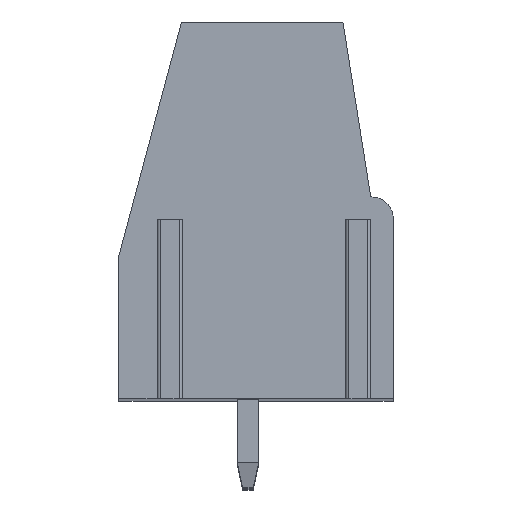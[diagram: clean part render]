
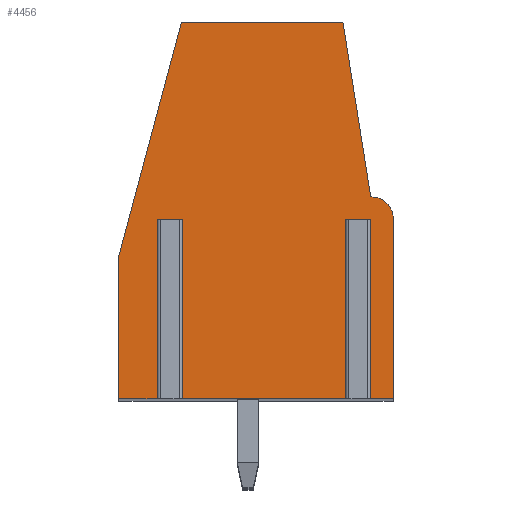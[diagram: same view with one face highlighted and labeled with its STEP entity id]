
A CAD part, top view. The second image highlights one B-rep face of the part: STEP entity #4456.
In plain terms, the highlighted planar face has unit normal (0, 0, 1).
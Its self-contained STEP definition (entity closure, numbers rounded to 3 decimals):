
#750=DIRECTION('',(1.,0.,0.));
#751=VECTOR('',#750,0.57);
#752=CARTESIAN_POINT('',(-3.485,-0.35,2.5));
#753=LINE('',#752,#751);
#754=DIRECTION('',(0.,1.,0.));
#755=VECTOR('',#754,6.65);
#756=CARTESIAN_POINT('',(-3.485,-7.,2.5));
#757=LINE('',#756,#755);
#758=DIRECTION('',(1.,0.,0.));
#759=VECTOR('',#758,1.615);
#760=CARTESIAN_POINT('',(-5.1,-7.,2.5));
#761=LINE('',#760,#759);
#762=DIRECTION('',(0.,-1.,0.));
#763=VECTOR('',#762,5.3);
#764=CARTESIAN_POINT('',(-5.1,-1.7,2.5));
#765=LINE('',#764,#763);
#766=DIRECTION('',(-0.259,-0.966,0.));
#767=VECTOR('',#766,9.007);
#768=CARTESIAN_POINT('',(-2.769,7.,2.5));
#769=LINE('',#768,#767);
#770=DIRECTION('',(-1.,0.,0.));
#771=VECTOR('',#770,6.);
#772=CARTESIAN_POINT('',(3.231,7.,2.5));
#773=LINE('',#772,#771);
#774=DIRECTION('',(-0.156,0.988,0.));
#775=VECTOR('',#774,6.581);
#776=CARTESIAN_POINT('',(4.261,0.5,2.5));
#777=LINE('',#776,#775);
#778=DIRECTION('',(-1.,0.,0.));
#779=VECTOR('',#778,0.039);
#780=CARTESIAN_POINT('',(4.3,0.5,2.5));
#781=LINE('',#780,#779);
#782=CARTESIAN_POINT('',(4.3,-0.3,2.5));
#783=DIRECTION('',(0.,0.,1.));
#784=DIRECTION('',(1.,0.,0.));
#785=AXIS2_PLACEMENT_3D('',#782,#783,#784);
#787=DIRECTION('',(0.,1.,0.));
#788=VECTOR('',#787,6.7);
#789=CARTESIAN_POINT('',(5.1,-7.,2.5));
#790=LINE('',#789,#788);
#791=DIRECTION('',(1.,0.,0.));
#792=VECTOR('',#791,1.015);
#793=CARTESIAN_POINT('',(4.085,-7.,2.5));
#794=LINE('',#793,#792);
#795=DIRECTION('',(0.,1.,0.));
#796=VECTOR('',#795,6.65);
#797=CARTESIAN_POINT('',(4.085,-7.,2.5));
#798=LINE('',#797,#796);
#799=DIRECTION('',(1.,0.,0.));
#800=VECTOR('',#799,0.57);
#801=CARTESIAN_POINT('',(3.515,-0.35,2.5));
#802=LINE('',#801,#800);
#803=DIRECTION('',(0.,1.,0.));
#804=VECTOR('',#803,6.65);
#805=CARTESIAN_POINT('',(3.515,-7.,2.5));
#806=LINE('',#805,#804);
#807=DIRECTION('',(1.,0.,0.));
#808=VECTOR('',#807,6.43);
#809=CARTESIAN_POINT('',(-2.915,-7.,2.5));
#810=LINE('',#809,#808);
#811=DIRECTION('',(0.,1.,0.));
#812=VECTOR('',#811,6.65);
#813=CARTESIAN_POINT('',(-2.915,-7.,2.5));
#814=LINE('',#813,#812);
#2887=CARTESIAN_POINT('',(-2.769,7.,2.5));
#2888=CARTESIAN_POINT('',(-5.1,-1.7,2.5));
#2889=VERTEX_POINT('',#2887);
#2890=VERTEX_POINT('',#2888);
#2891=CARTESIAN_POINT('',(-5.1,-7.,2.5));
#2892=VERTEX_POINT('',#2891);
#2893=CARTESIAN_POINT('',(5.1,-7.,2.5));
#2894=CARTESIAN_POINT('',(5.1,-0.3,2.5));
#2895=VERTEX_POINT('',#2893);
#2896=VERTEX_POINT('',#2894);
#2897=CARTESIAN_POINT('',(4.3,0.5,2.5));
#2898=VERTEX_POINT('',#2897);
#2899=CARTESIAN_POINT('',(4.261,0.5,2.5));
#2900=VERTEX_POINT('',#2899);
#2901=CARTESIAN_POINT('',(3.231,7.,2.5));
#2902=VERTEX_POINT('',#2901);
#2983=CARTESIAN_POINT('',(-3.485,-0.35,2.5));
#2984=CARTESIAN_POINT('',(-2.915,-0.35,2.5));
#2985=VERTEX_POINT('',#2983);
#2986=VERTEX_POINT('',#2984);
#2987=CARTESIAN_POINT('',(3.515,-0.35,2.5));
#2988=CARTESIAN_POINT('',(4.085,-0.35,2.5));
#2989=VERTEX_POINT('',#2987);
#2990=VERTEX_POINT('',#2988);
#2991=CARTESIAN_POINT('',(-2.915,-7.,2.5));
#2992=VERTEX_POINT('',#2991);
#2993=CARTESIAN_POINT('',(-3.485,-7.,2.5));
#2994=VERTEX_POINT('',#2993);
#2995=CARTESIAN_POINT('',(4.085,-7.,2.5));
#2996=VERTEX_POINT('',#2995);
#2997=CARTESIAN_POINT('',(3.515,-7.,2.5));
#2998=VERTEX_POINT('',#2997);
#4427=CARTESIAN_POINT('',(0.,0.,2.5));
#4428=DIRECTION('',(0.,0.,1.));
#4429=DIRECTION('',(1.,0.,0.));
#4430=AXIS2_PLACEMENT_3D('',#4427,#4428,#4429);
#4431=PLANE('',#4430);
#4433=ORIENTED_EDGE('',*,*,#4432,.F.);
#4435=ORIENTED_EDGE('',*,*,#4434,.F.);
#4436=ORIENTED_EDGE('',*,*,#3897,.F.);
#4437=ORIENTED_EDGE('',*,*,#4178,.F.);
#4438=ORIENTED_EDGE('',*,*,#4192,.F.);
#4439=ORIENTED_EDGE('',*,*,#4206,.F.);
#4440=ORIENTED_EDGE('',*,*,#4280,.F.);
#4441=ORIENTED_EDGE('',*,*,#4294,.F.);
#4442=ORIENTED_EDGE('',*,*,#4308,.F.);
#4443=ORIENTED_EDGE('',*,*,#4321,.F.);
#4444=ORIENTED_EDGE('',*,*,#3921,.F.);
#4446=ORIENTED_EDGE('',*,*,#4445,.T.);
#4448=ORIENTED_EDGE('',*,*,#4447,.F.);
#4450=ORIENTED_EDGE('',*,*,#4449,.F.);
#4451=ORIENTED_EDGE('',*,*,#3909,.F.);
#4453=ORIENTED_EDGE('',*,*,#4452,.T.);
#4454=EDGE_LOOP('',(#4433,#4435,#4436,#4437,#4438,#4439,#4440,#4441,#4442,#4443,
#4444,#4446,#4448,#4450,#4451,#4453));
#4455=FACE_OUTER_BOUND('',#4454,.F.);
#786=CIRCLE('',#785,0.8);
#3897=EDGE_CURVE('',#2892,#2994,#761,.T.);
#3909=EDGE_CURVE('',#2992,#2998,#810,.T.);
#3921=EDGE_CURVE('',#2996,#2895,#794,.T.);
#4178=EDGE_CURVE('',#2890,#2892,#765,.T.);
#4192=EDGE_CURVE('',#2889,#2890,#769,.T.);
#4206=EDGE_CURVE('',#2902,#2889,#773,.T.);
#4280=EDGE_CURVE('',#2900,#2902,#777,.T.);
#4294=EDGE_CURVE('',#2898,#2900,#781,.T.);
#4308=EDGE_CURVE('',#2896,#2898,#786,.T.);
#4321=EDGE_CURVE('',#2895,#2896,#790,.T.);
#4432=EDGE_CURVE('',#2985,#2986,#753,.T.);
#4434=EDGE_CURVE('',#2994,#2985,#757,.T.);
#4445=EDGE_CURVE('',#2996,#2990,#798,.T.);
#4447=EDGE_CURVE('',#2989,#2990,#802,.T.);
#4449=EDGE_CURVE('',#2998,#2989,#806,.T.);
#4452=EDGE_CURVE('',#2992,#2986,#814,.T.);
#4456=ADVANCED_FACE('',(#4455),#4431,.T.);
